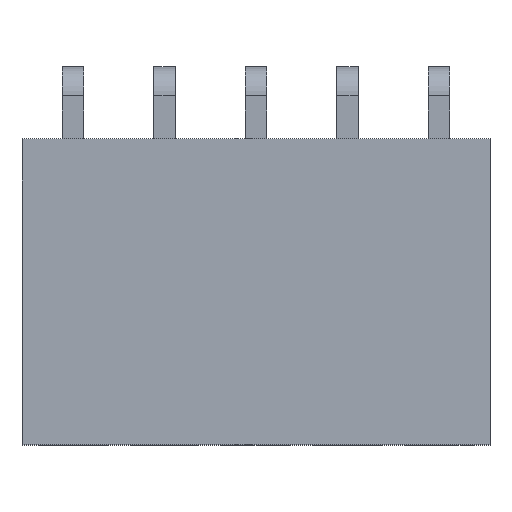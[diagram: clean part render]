
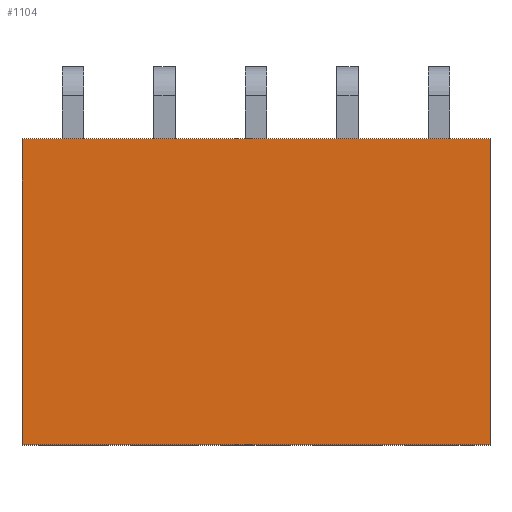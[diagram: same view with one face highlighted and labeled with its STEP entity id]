
A CAD part, top view. The second image highlights one B-rep face of the part: STEP entity #1104.
In plain terms, the highlighted planar face has unit normal (0, 0, 1).
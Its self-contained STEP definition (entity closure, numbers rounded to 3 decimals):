
#1104=ADVANCED_FACE('',(#2163),#2165,.T.);
#2163=FACE_BOUND('',#2164,.T.);
#2164=EDGE_LOOP('',(#3034,#3035,#3036,#3037));
#2165=PLANE('',#2166);
#2166=AXIS2_PLACEMENT_3D('',#2167,#2168,#2169);
#2167=CARTESIAN_POINT('',(11.58,-10.3,2.5));
#2168=DIRECTION('',(0.,-0.,1.));
#2169=DIRECTION('',(0.,1.,0.));
#3034=ORIENTED_EDGE('',*,*,#3505,.T.);
#3035=ORIENTED_EDGE('',*,*,#3537,.T.);
#3036=ORIENTED_EDGE('',*,*,#3535,.F.);
#3037=ORIENTED_EDGE('',*,*,#3553,.F.);
#3505=EDGE_CURVE('',#4064,#4062,#4065,.T.);
#3535=EDGE_CURVE('',#4114,#4116,#4117,.T.);
#3537=EDGE_CURVE('',#4062,#4116,#4119,.T.);
#3553=EDGE_CURVE('',#4064,#4114,#4137,.T.);
#4062=VERTEX_POINT('',#5188);
#4064=VERTEX_POINT('',#5192);
#4065=LINE('',#5193,#5194);
#4114=VERTEX_POINT('',#5300);
#4116=VERTEX_POINT('',#5304);
#4117=LINE('',#5305,#5306);
#4119=LINE('',#5311,#5312);
#4137=LINE('',#5361,#5362);
#5188=CARTESIAN_POINT('',(11.58,-1.8,2.5));
#5192=CARTESIAN_POINT('',(11.58,-10.3,2.5));
#5193=CARTESIAN_POINT('',(11.58,-10.3,2.5));
#5194=VECTOR('',#5195,1.);
#5195=DIRECTION('',(0.,1.,0.));
#5300=CARTESIAN_POINT('',(-1.42,-10.3,2.5));
#5304=CARTESIAN_POINT('',(-1.42,-1.8,2.5));
#5305=CARTESIAN_POINT('',(-1.42,-10.3,2.5));
#5306=VECTOR('',#5307,1.);
#5307=DIRECTION('',(0.,1.,0.));
#5311=CARTESIAN_POINT('',(11.58,-1.8,2.5));
#5312=VECTOR('',#5313,1.);
#5313=DIRECTION('',(-1.,0.,0.));
#5361=CARTESIAN_POINT('',(11.58,-10.3,2.5));
#5362=VECTOR('',#5363,1.);
#5363=DIRECTION('',(-1.,0.,0.));
